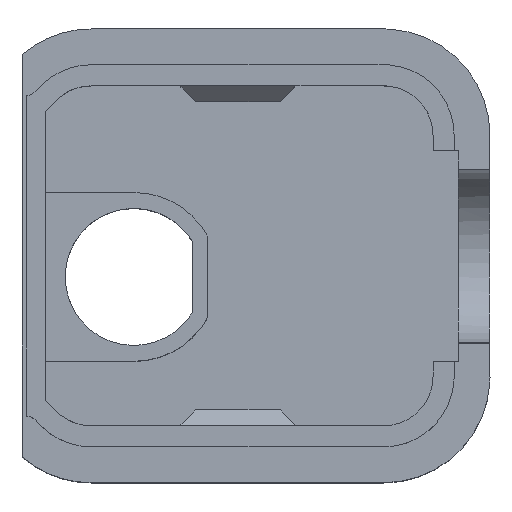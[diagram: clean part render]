
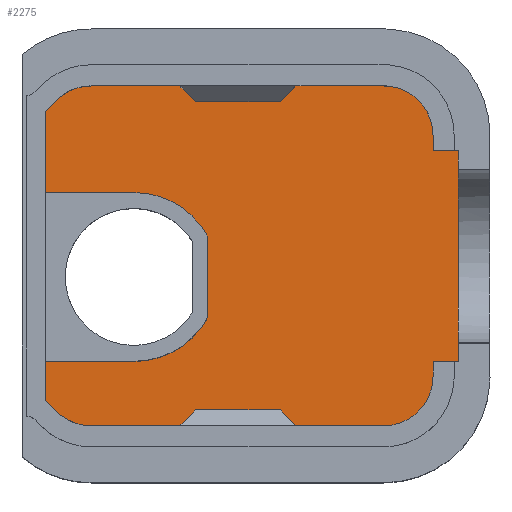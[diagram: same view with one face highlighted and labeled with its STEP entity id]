
A CAD part, top view. The second image highlights one B-rep face of the part: STEP entity #2275.
In plain terms, the highlighted planar face has unit normal (0, 0, 1).
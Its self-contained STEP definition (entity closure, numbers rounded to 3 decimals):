
#72=CIRCLE('',#2361,4.);
#74=CIRCLE('',#2365,4.);
#94=CIRCLE('',#2427,3.54);
#95=CIRCLE('',#2430,3.54);
#101=CIRCLE('',#2442,3.54);
#113=CIRCLE('',#2475,3.54);
#267=FACE_OUTER_BOUND('',#392,.T.);
#392=EDGE_LOOP('',(#2030,#2031,#2032,#2033,#2034,#2035,#2036,#2037,#2038,
#2039,#2040,#2041,#2042,#2043,#2044,#2045,#2046,#2047));
#454=LINE('',#3440,#697);
#461=LINE('',#3462,#704);
#465=LINE('',#3470,#708);
#469=LINE('',#3482,#712);
#473=LINE('',#3493,#716);
#576=LINE('',#3746,#819);
#579=LINE('',#3754,#822);
#582=LINE('',#3762,#825);
#590=LINE('',#3789,#833);
#595=LINE('',#3802,#838);
#598=LINE('',#3808,#841);
#628=LINE('',#3898,#871);
#697=VECTOR('',#2674,10.);
#704=VECTOR('',#2681,10.);
#708=VECTOR('',#2689,10.);
#712=VECTOR('',#2701,10.);
#716=VECTOR('',#2713,10.);
#819=VECTOR('',#2938,10.);
#822=VECTOR('',#2947,10.);
#825=VECTOR('',#2954,10.);
#833=VECTOR('',#2974,10.);
#838=VECTOR('',#2987,10.);
#841=VECTOR('',#2992,10.);
#871=VECTOR('',#3088,10.);
#943=VERTEX_POINT('',#3437);
#944=VERTEX_POINT('',#3439);
#952=VERTEX_POINT('',#3459);
#953=VERTEX_POINT('',#3461);
#955=VERTEX_POINT('',#3469);
#957=VERTEX_POINT('',#3475);
#959=VERTEX_POINT('',#3481);
#961=VERTEX_POINT('',#3487);
#1043=VERTEX_POINT('',#3740);
#1044=VERTEX_POINT('',#3744);
#1045=VERTEX_POINT('',#3748);
#1046=VERTEX_POINT('',#3752);
#1049=VERTEX_POINT('',#3760);
#1058=VERTEX_POINT('',#3786);
#1059=VERTEX_POINT('',#3788);
#1062=VERTEX_POINT('',#3796);
#1063=VERTEX_POINT('',#3800);
#1065=VERTEX_POINT('',#3806);
#1181=EDGE_CURVE('',#943,#944,#454,.T.);
#1190=EDGE_CURVE('',#952,#953,#461,.T.);
#1194=EDGE_CURVE('',#955,#953,#465,.T.);
#1197=EDGE_CURVE('',#957,#955,#72,.T.);
#1200=EDGE_CURVE('',#959,#957,#469,.T.);
#1203=EDGE_CURVE('',#961,#959,#74,.T.);
#1206=EDGE_CURVE('',#943,#961,#473,.T.);
#1328=EDGE_CURVE('',#1043,#952,#94,.T.);
#1330=EDGE_CURVE('',#1044,#1043,#576,.T.);
#1332=EDGE_CURVE('',#1045,#1044,#95,.T.);
#1334=EDGE_CURVE('',#1046,#1045,#579,.T.);
#1338=EDGE_CURVE('',#1049,#1046,#582,.T.);
#1350=EDGE_CURVE('',#1058,#1059,#590,.T.);
#1355=EDGE_CURVE('',#1062,#1058,#101,.T.);
#1357=EDGE_CURVE('',#1063,#1062,#595,.T.);
#1360=EDGE_CURVE('',#1065,#1063,#598,.T.);
#1403=EDGE_CURVE('',#944,#1065,#113,.T.);
#1404=EDGE_CURVE('',#1059,#1049,#628,.T.);
#2030=ORIENTED_EDGE('',*,*,#1194,.T.);
#2031=ORIENTED_EDGE('',*,*,#1190,.F.);
#2032=ORIENTED_EDGE('',*,*,#1328,.F.);
#2033=ORIENTED_EDGE('',*,*,#1330,.F.);
#2034=ORIENTED_EDGE('',*,*,#1332,.F.);
#2035=ORIENTED_EDGE('',*,*,#1334,.F.);
#2036=ORIENTED_EDGE('',*,*,#1338,.F.);
#2037=ORIENTED_EDGE('',*,*,#1404,.F.);
#2038=ORIENTED_EDGE('',*,*,#1350,.F.);
#2039=ORIENTED_EDGE('',*,*,#1355,.F.);
#2040=ORIENTED_EDGE('',*,*,#1357,.F.);
#2041=ORIENTED_EDGE('',*,*,#1360,.F.);
#2042=ORIENTED_EDGE('',*,*,#1403,.F.);
#2043=ORIENTED_EDGE('',*,*,#1181,.F.);
#2044=ORIENTED_EDGE('',*,*,#1206,.T.);
#2045=ORIENTED_EDGE('',*,*,#1203,.T.);
#2046=ORIENTED_EDGE('',*,*,#1200,.T.);
#2047=ORIENTED_EDGE('',*,*,#1197,.T.);
#2153=PLANE('',#2485);
#2275=ADVANCED_FACE('',(#267),#2153,.F.);
#2361=AXIS2_PLACEMENT_3D('',#3476,#2694,#2695);
#2365=AXIS2_PLACEMENT_3D('',#3488,#2706,#2707);
#2427=AXIS2_PLACEMENT_3D('',#3742,#2933,#2934);
#2430=AXIS2_PLACEMENT_3D('',#3750,#2942,#2943);
#2442=AXIS2_PLACEMENT_3D('',#3798,#2982,#2983);
#2475=AXIS2_PLACEMENT_3D('',#3895,#3082,#3083);
#2485=AXIS2_PLACEMENT_3D('',#3918,#3111,#3112);
#2674=DIRECTION('',(0.,1.,0.));
#2681=DIRECTION('',(0.,1.,0.));
#2689=DIRECTION('',(-1.,0.,0.));
#2694=DIRECTION('center_axis',(0.,0.,-1.));
#2695=DIRECTION('ref_axis',(1.,0.,0.));
#2701=DIRECTION('',(0.,-1.,0.));
#2706=DIRECTION('center_axis',(0.,0.,-1.));
#2707=DIRECTION('ref_axis',(1.,0.,0.));
#2713=DIRECTION('',(1.,0.,0.));
#2933=DIRECTION('center_axis',(0.,0.,-1.));
#2934=DIRECTION('ref_axis',(0.,-1.,0.));
#2938=DIRECTION('',(-1.,0.,0.));
#2942=DIRECTION('center_axis',(0.,0.,-1.));
#2943=DIRECTION('ref_axis',(0.997,-0.081,0.));
#2947=DIRECTION('',(-0.044,-0.999,0.));
#2954=DIRECTION('',(0.,-1.,0.));
#2974=DIRECTION('',(0.,-1.,0.));
#2982=DIRECTION('center_axis',(0.,0.,-1.));
#2983=DIRECTION('ref_axis',(0.081,0.997,0.));
#2987=DIRECTION('',(0.999,-0.044,0.));
#2992=DIRECTION('',(1.,0.,0.));
#3082=DIRECTION('center_axis',(0.,0.,-1.));
#3083=DIRECTION('ref_axis',(-0.707,0.707,0.));
#3088=DIRECTION('',(0.,-1.,0.));
#3111=DIRECTION('center_axis',(0.,0.,-1.));
#3112=DIRECTION('ref_axis',(1.,0.,0.));
#3437=CARTESIAN_POINT('',(-10.001,3.005,1.4));
#3439=CARTESIAN_POINT('',(-10.001,8.502,1.4));
#3440=CARTESIAN_POINT('',(-10.001,4.251,1.4));
#3459=CARTESIAN_POINT('',(-10.001,-8.502,1.4));
#3461=CARTESIAN_POINT('',(-10.001,-4.995,1.4));
#3462=CARTESIAN_POINT('',(-10.001,4.251,1.4));
#3469=CARTESIAN_POINT('',(-5.793,-4.995,1.4));
#3470=CARTESIAN_POINT('',(-5.648,-4.995,1.4));
#3475=CARTESIAN_POINT('',(-2.293,-2.931,1.4));
#3476=CARTESIAN_POINT('Origin',(-5.793,-0.995,1.4));
#3481=CARTESIAN_POINT('',(-2.293,0.941,1.4));
#3482=CARTESIAN_POINT('',(-2.293,-1.466,1.4));
#3487=CARTESIAN_POINT('',(-5.793,3.005,1.4));
#3488=CARTESIAN_POINT('Origin',(-5.793,-0.995,1.4));
#3493=CARTESIAN_POINT('',(-2.998,3.005,1.4));
#3740=CARTESIAN_POINT('',(-7.818,-9.255,1.4));
#3742=CARTESIAN_POINT('Origin',(-7.818,-5.715,1.4));
#3744=CARTESIAN_POINT('',(6.052,-9.255,1.4));
#3746=CARTESIAN_POINT('',(-4.011,-9.255,1.4));
#3748=CARTESIAN_POINT('',(9.581,-6.,1.4));
#3750=CARTESIAN_POINT('Origin',(6.052,-5.715,1.4));
#3752=CARTESIAN_POINT('',(9.592,-5.737,1.4));
#3754=CARTESIAN_POINT('',(9.703,-3.22,1.4));
#3760=CARTESIAN_POINT('',(9.592,-1.635,1.4));
#3762=CARTESIAN_POINT('',(9.592,-2.868,1.4));
#3786=CARTESIAN_POINT('',(9.592,5.715,1.4));
#3788=CARTESIAN_POINT('',(9.592,1.635,1.4));
#3789=CARTESIAN_POINT('',(9.592,-2.868,1.4));
#3796=CARTESIAN_POINT('',(6.338,9.244,1.4));
#3798=CARTESIAN_POINT('Origin',(6.053,5.715,1.4));
#3800=CARTESIAN_POINT('',(6.074,9.255,1.4));
#3802=CARTESIAN_POINT('',(3.274,9.377,1.4));
#3806=CARTESIAN_POINT('',(-7.818,9.255,1.4));
#3808=CARTESIAN_POINT('',(2.935,9.255,1.4));
#3895=CARTESIAN_POINT('Origin',(-7.818,5.715,1.4));
#3898=CARTESIAN_POINT('',(9.592,-2.868,1.4));
#3918=CARTESIAN_POINT('Origin',(-0.204,0.,
1.4));
